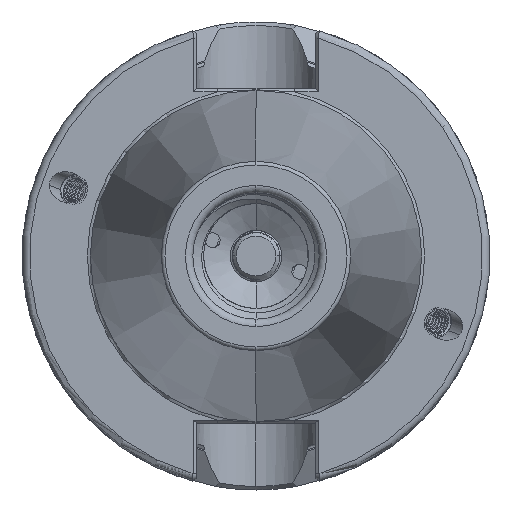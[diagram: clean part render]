
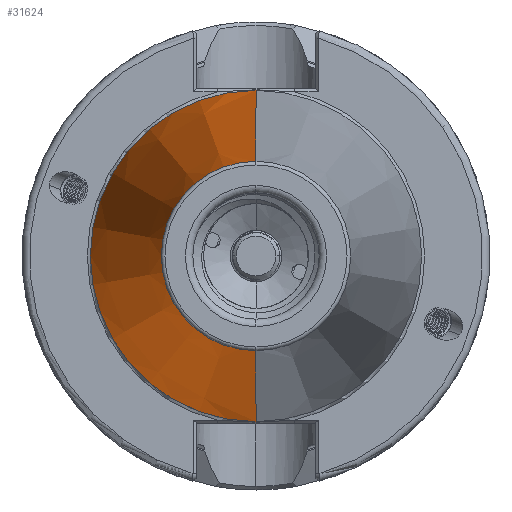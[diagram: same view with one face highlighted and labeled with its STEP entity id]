
A CAD part, left-side view. The second image highlights one B-rep face of the part: STEP entity #31624.
In plain terms, the highlighted conical face has half-angle 8.297 degrees and reference radius 22.298 mm.
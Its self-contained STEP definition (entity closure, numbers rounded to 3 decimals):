
#2948 = CARTESIAN_POINT ( 'NONE',  ( -66.972, 0., 12.75 ) ) ;
#3053 = CARTESIAN_POINT ( 'NONE',  ( -1.5, 0., -22.298 ) ) ;
#3218 = CARTESIAN_POINT ( 'NONE',  ( -1.5, 0., 22.298 ) ) ;
#3231 = CARTESIAN_POINT ( 'NONE',  ( -66.972, 0., -12.75 ) ) ;
#7669 = FACE_OUTER_BOUND ( 'NONE', #21617, .T. ) ;
#7717 = CONICAL_SURFACE ( 'NONE', #17804, 22.298, 0.145 ) ;
#10559 = CARTESIAN_POINT ( 'NONE',  ( -1.5, 0., 22.298 ) ) ;
#10620 = DIRECTION ( 'NONE',  ( 0.99, 0., 0.144 ) ) ;
#11115 = CIRCLE ( 'NONE', #26538, 22.298 ) ;
#11250 = LINE ( 'NONE', #24061, #11255 ) ;
#11255 = VECTOR ( 'NONE', #24032, 1000. ) ;
#11293 = CIRCLE ( 'NONE', #26559, 12.75 ) ;
#11488 = VECTOR ( 'NONE', #10620, 1000. ) ;
#11540 = LINE ( 'NONE', #10559, #11488 ) ;
#14518 = DIRECTION ( 'NONE',  ( 1., 0., 0. ) ) ;
#14531 = DIRECTION ( 'NONE',  ( 0., 0., -1. ) ) ;
#14540 = CARTESIAN_POINT ( 'NONE',  ( -1.5, 0., 0. ) ) ;
#14688 = DIRECTION ( 'NONE',  ( 0., 0., -1. ) ) ;
#14708 = CARTESIAN_POINT ( 'NONE',  ( -66.972, 0., 0. ) ) ;
#14740 = DIRECTION ( 'NONE',  ( 1., 0., 0. ) ) ;
#17804 = AXIS2_PLACEMENT_3D ( 'NONE', #29478, #29543, #29519 ) ;
#21617 = EDGE_LOOP ( 'NONE', ( #26924, #26880, #26862, #26849 ) ) ;
#24032 = DIRECTION ( 'NONE',  ( 0.99, 0., -0.144 ) ) ;
#24061 = CARTESIAN_POINT ( 'NONE',  ( -1.5, 0., -22.298 ) ) ;
#25077 = EDGE_CURVE ( 'NONE', #29445, #29562, #11115, .T. ) ;
#25131 = EDGE_CURVE ( 'NONE', #29750, #29420, #11293, .T. ) ;
#25222 = EDGE_CURVE ( 'NONE', #29750, #29445, #11250, .T. ) ;
#25297 = EDGE_CURVE ( 'NONE', #29420, #29562, #11540, .T. ) ;
#26538 = AXIS2_PLACEMENT_3D ( 'NONE', #14540, #14518, #14531 ) ;
#26559 = AXIS2_PLACEMENT_3D ( 'NONE', #14708, #14740, #14688 ) ;
#26849 = ORIENTED_EDGE ( 'NONE', *, *, #25222, .F. ) ;
#26862 = ORIENTED_EDGE ( 'NONE', *, *, #25077, .F. ) ;
#26880 = ORIENTED_EDGE ( 'NONE', *, *, #25297, .T. ) ;
#26924 = ORIENTED_EDGE ( 'NONE', *, *, #25131, .T. ) ;
#29420 = VERTEX_POINT ( 'NONE', #2948 ) ;
#29445 = VERTEX_POINT ( 'NONE', #3053 ) ;
#29478 = CARTESIAN_POINT ( 'NONE',  ( -1.5, 0., 0. ) ) ;
#29519 = DIRECTION ( 'NONE',  ( 0., 0., -1. ) ) ;
#29543 = DIRECTION ( 'NONE',  ( 1., 0., 0. ) ) ;
#29562 = VERTEX_POINT ( 'NONE', #3218 ) ;
#29750 = VERTEX_POINT ( 'NONE', #3231 ) ;
#31624 = ADVANCED_FACE ( 'NONE', ( #7669 ), #7717, .T. ) ;
